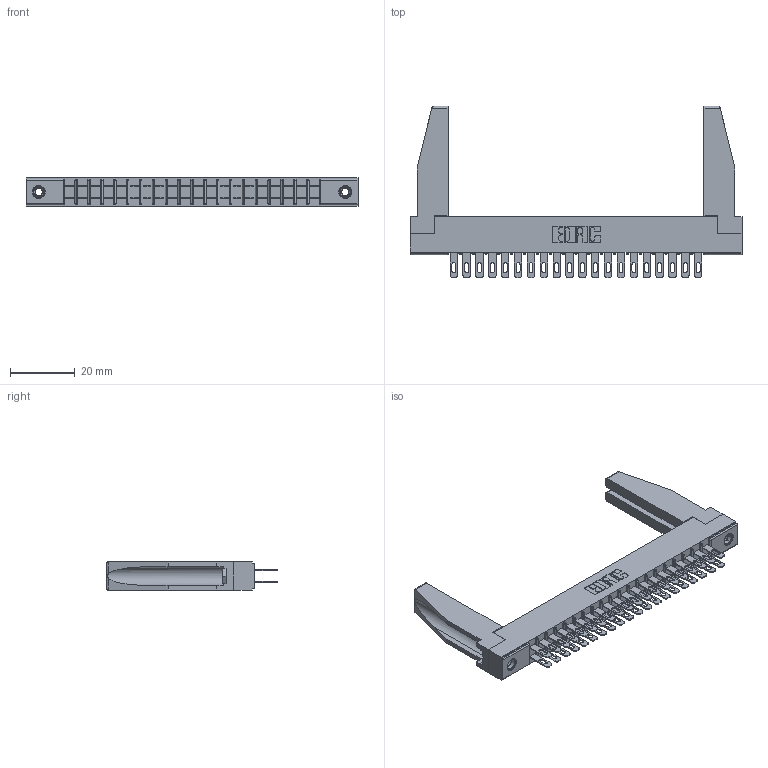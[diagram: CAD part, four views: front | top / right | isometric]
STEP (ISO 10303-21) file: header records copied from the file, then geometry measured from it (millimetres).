
FILE_DESCRIPTION (( 'STEP AP203' ), '1' );
FILE_NAME ('315-040-500-278.STEP', '2019-09-10T17:15:37', ( '' ), ( '' ), 'SwSTEP 2.0', 'SolidWorks 2016', '' );
FILE_SCHEMA (( 'CONFIG_CONTROL_DESIGN' ));
Length unit declared in the file: inch
Products named in the file (5): 315-040-500-278; 305 Part_.156 Dia; 307-220-078; 345-250-001_345-250-001-102; 305-290-001_500
Assembly tree (45 placements, depth 2):
  315-040-500-278
    305 Part_.156 Dia
    305-290-001_500  x40
    345-250-001_345-250-001-102  x2
    307-220-078  x2
Bounding box: 102.26 x 52.88 x 8.71 mm (x, y, z)
Volume: 10537.3 mm3; surface area: 16758.1 mm2
Topology: 45 solids, 45 shells, 2246 faces, 6386 edges, 4140 vertices
Faces by surface type: plane 1272, cylinder 878, sphere 80, cone 12, torus 4
Entity records: 26794 total; most frequent: CARTESIAN_POINT 4440, ORIENTED_EDGE 4362, DIRECTION 4273, EDGE_CURVE 2181, LINE 1735, VECTOR 1735, VERTEX_POINT 1394, AXIS2_PLACEMENT_3D 1269
